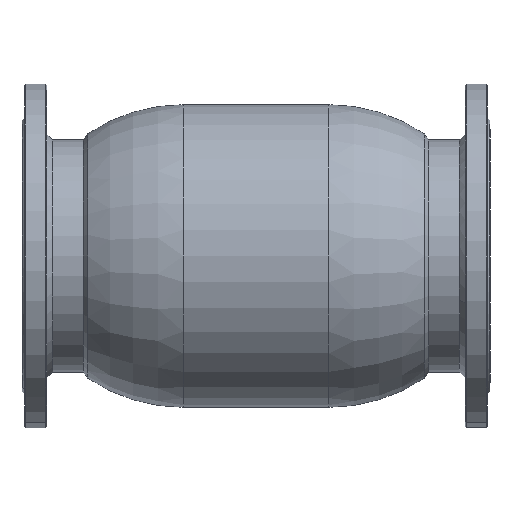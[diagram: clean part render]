
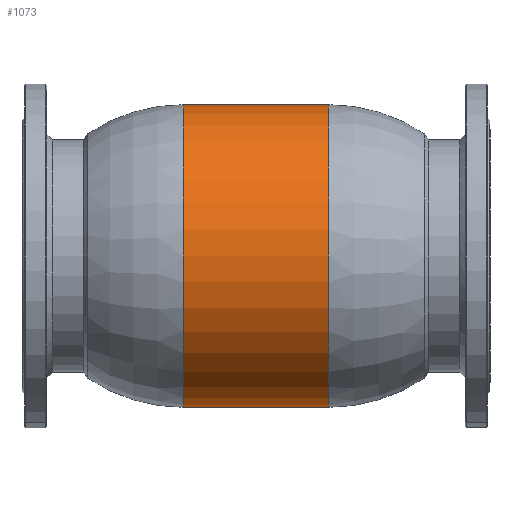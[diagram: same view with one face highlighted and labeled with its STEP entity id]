
A CAD part, front view. The second image highlights one B-rep face of the part: STEP entity #1073.
In plain terms, the highlighted cylindrical face has radius 177.8 mm (diameter 355.6 mm), a partial arc.
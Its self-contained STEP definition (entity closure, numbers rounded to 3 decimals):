
#764 = DIRECTION ( 'NONE',  ( 0., 0., 1. ) ) ;
#765 = DIRECTION ( 'NONE',  ( -1., 0., 0. ) ) ;
#766 = CARTESIAN_POINT ( 'NONE',  ( -85.779, 0., 0. ) ) ;
#781 = DIRECTION ( 'NONE',  ( -1., 0., 0. ) ) ;
#782 = CARTESIAN_POINT ( 'NONE',  ( 0., 0., 177.8 ) ) ;
#1073 = ADVANCED_FACE ( 'NONE', ( #18880 ), #18865, .T. ) ;
#1552 = EDGE_CURVE ( 'NONE', #22745, #22739, #16083, .T. ) ;
#2336 = CARTESIAN_POINT ( 'NONE',  ( 85.779, 0., 177.8 ) ) ;
#2340 = CARTESIAN_POINT ( 'NONE',  ( -85.779, 0., -177.8 ) ) ;
#2341 = CARTESIAN_POINT ( 'NONE',  ( -85.779, 0., 177.8 ) ) ;
#2342 = CARTESIAN_POINT ( 'NONE',  ( 85.779, 0., -177.8 ) ) ;
#2672 = EDGE_CURVE ( 'NONE', #22745, #22743, #13137, .T. ) ;
#2864 = EDGE_CURVE ( 'NONE', #22739, #22744, #14357, .T. ) ;
#2878 = EDGE_CURVE ( 'NONE', #22743, #22744, #14369, .T. ) ;
#4699 = DIRECTION ( 'NONE',  ( -1., 0., 0. ) ) ;
#4700 = CARTESIAN_POINT ( 'NONE',  ( 0., 0., -177.8 ) ) ;
#7542 = DIRECTION ( 'NONE',  ( 0., 0., 1. ) ) ;
#7546 = CARTESIAN_POINT ( 'NONE',  ( 85.779, 0., 0. ) ) ;
#7555 = DIRECTION ( 'NONE',  ( -1., 0., 0. ) ) ;
#13136 = VECTOR ( 'NONE', #4699, 1000. ) ;
#13137 = LINE ( 'NONE', #4700, #13136 ) ;
#14242 = EDGE_LOOP ( 'NONE', ( #23712, #23700, #23806, #23793 ) ) ;
#14356 = VECTOR ( 'NONE', #781, 1000. ) ;
#14357 = LINE ( 'NONE', #782, #14356 ) ;
#14369 = CIRCLE ( 'NONE', #17771, 177.8 ) ;
#16083 = CIRCLE ( 'NONE', #17919, 177.8 ) ;
#17327 = CARTESIAN_POINT ( 'NONE',  ( 0., 0., 0. ) ) ;
#17328 = DIRECTION ( 'NONE',  ( -1., 0., 0. ) ) ;
#17334 = DIRECTION ( 'NONE',  ( 0., 0., 1. ) ) ;
#17771 = AXIS2_PLACEMENT_3D ( 'NONE', #766, #765, #764 ) ;
#17919 = AXIS2_PLACEMENT_3D ( 'NONE', #7546, #7555, #7542 ) ;
#18044 = AXIS2_PLACEMENT_3D ( 'NONE', #17327, #17328, #17334 ) ;
#18865 = CYLINDRICAL_SURFACE ( 'NONE', #18044, 177.8 ) ;
#18880 = FACE_OUTER_BOUND ( 'NONE', #14242, .T. ) ;
#22739 = VERTEX_POINT ( 'NONE', #2336 ) ;
#22743 = VERTEX_POINT ( 'NONE', #2340 ) ;
#22744 = VERTEX_POINT ( 'NONE', #2341 ) ;
#22745 = VERTEX_POINT ( 'NONE', #2342 ) ;
#23700 = ORIENTED_EDGE ( 'NONE', *, *, #1552, .T. ) ;
#23712 = ORIENTED_EDGE ( 'NONE', *, *, #2672, .F. ) ;
#23793 = ORIENTED_EDGE ( 'NONE', *, *, #2878, .F. ) ;
#23806 = ORIENTED_EDGE ( 'NONE', *, *, #2864, .T. ) ;
